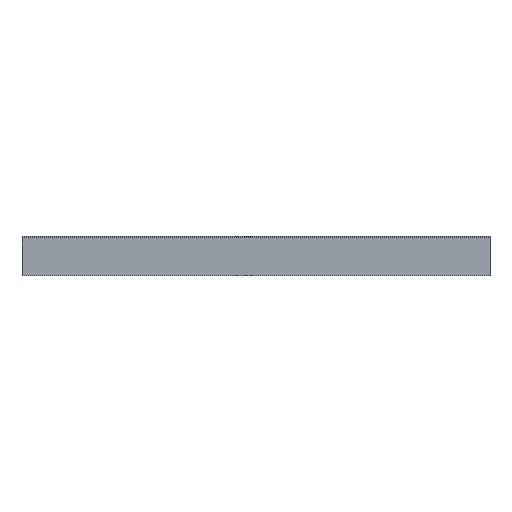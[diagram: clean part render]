
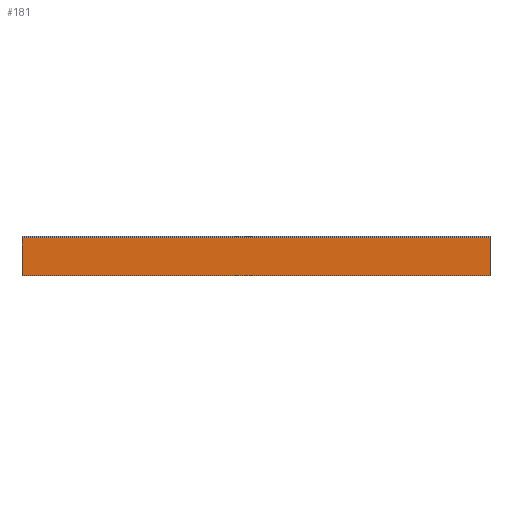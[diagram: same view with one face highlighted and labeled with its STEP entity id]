
A CAD part, top view. The second image highlights one B-rep face of the part: STEP entity #181.
In plain terms, the highlighted planar face has unit normal (0, 0, 1).
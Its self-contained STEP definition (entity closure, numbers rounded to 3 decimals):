
#1 = EDGE_LOOP ( 'NONE', ( #89, #71, #101, #142 ) ) ;
#10 = CARTESIAN_POINT ( 'NONE',  ( 592., -2., -36. ) ) ;
#12 = VECTOR ( 'NONE', #34, 1000. ) ;
#23 = AXIS2_PLACEMENT_3D ( 'NONE', #136, #352, #160 ) ;
#31 = VERTEX_POINT ( 'NONE', #45 ) ;
#33 = LINE ( 'NONE', #10, #141 ) ;
#34 = DIRECTION ( 'NONE',  ( 0., -1., 0. ) ) ;
#41 = PLANE ( 'NONE',  #23 ) ;
#45 = CARTESIAN_POINT ( 'NONE',  ( 0., -2., -36. ) ) ;
#48 = LINE ( 'NONE', #50, #126 ) ;
#50 = CARTESIAN_POINT ( 'NONE',  ( 592., -50., -36. ) ) ;
#60 = CARTESIAN_POINT ( 'NONE',  ( 592., 0., -36. ) ) ;
#62 = DIRECTION ( 'NONE',  ( 0., -1., 0. ) ) ;
#67 = EDGE_CURVE ( 'NONE', #298, #31, #33, .T. ) ;
#71 = ORIENTED_EDGE ( 'NONE', *, *, #67, .T. ) ;
#79 = DIRECTION ( 'NONE',  ( -1., 0., 0. ) ) ;
#89 = ORIENTED_EDGE ( 'NONE', *, *, #375, .F. ) ;
#99 = LINE ( 'NONE', #157, #12 ) ;
#101 = ORIENTED_EDGE ( 'NONE', *, *, #229, .T. ) ;
#126 = VECTOR ( 'NONE', #79, 1000. ) ;
#132 = CARTESIAN_POINT ( 'NONE',  ( 0., -50., -36. ) ) ;
#136 = CARTESIAN_POINT ( 'NONE',  ( 592., 0., -36. ) ) ;
#141 = VECTOR ( 'NONE', #190, 1000. ) ;
#142 = ORIENTED_EDGE ( 'NONE', *, *, #396, .F. ) ;
#157 = CARTESIAN_POINT ( 'NONE',  ( 0., 0., -36. ) ) ;
#160 = DIRECTION ( 'NONE',  ( 0., 1., 0. ) ) ;
#181 = ADVANCED_FACE ( 'NONE', ( #361 ), #41, .F. ) ;
#184 = LINE ( 'NONE', #60, #341 ) ;
#190 = DIRECTION ( 'NONE',  ( -1., 0., 0. ) ) ;
#229 = EDGE_CURVE ( 'NONE', #31, #291, #99, .T. ) ;
#254 = VERTEX_POINT ( 'NONE', #346 ) ;
#291 = VERTEX_POINT ( 'NONE', #132 ) ;
#298 = VERTEX_POINT ( 'NONE', #324 ) ;
#324 = CARTESIAN_POINT ( 'NONE',  ( 592., -2., -36. ) ) ;
#341 = VECTOR ( 'NONE', #62, 1000. ) ;
#346 = CARTESIAN_POINT ( 'NONE',  ( 592., -50., -36. ) ) ;
#352 = DIRECTION ( 'NONE',  ( 0., 0., -1. ) ) ;
#361 = FACE_OUTER_BOUND ( 'NONE', #1, .T. ) ;
#375 = EDGE_CURVE ( 'NONE', #298, #254, #184, .T. ) ;
#396 = EDGE_CURVE ( 'NONE', #254, #291, #48, .T. ) ;
